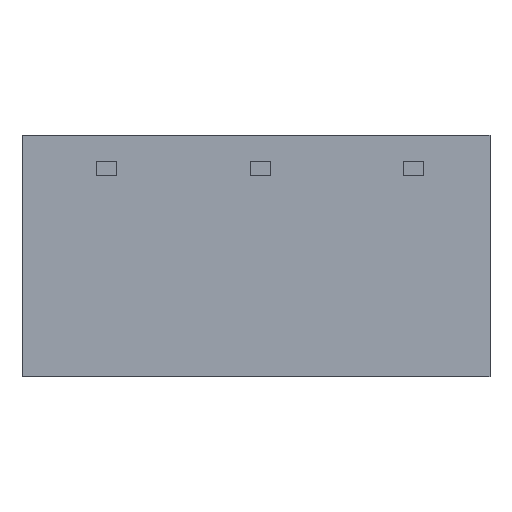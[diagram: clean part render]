
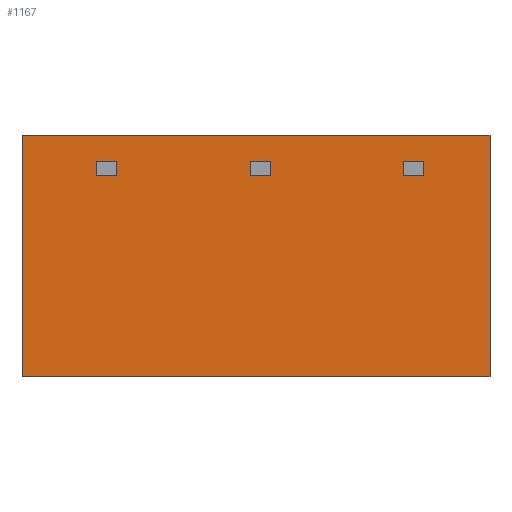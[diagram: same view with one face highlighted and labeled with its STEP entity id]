
A CAD part, front view. The second image highlights one B-rep face of the part: STEP entity #1167.
In plain terms, the highlighted planar face has unit normal (0, -1, 0).
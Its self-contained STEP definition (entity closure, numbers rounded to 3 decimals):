
#74 = CARTESIAN_POINT ( 'NONE',  ( 19.55, 0., 4. ) ) ;
#143 = VERTEX_POINT ( 'NONE', #3008 ) ;
#237 = CARTESIAN_POINT ( 'NONE',  ( -0.405, 0., -2.9 ) ) ;
#239 = CARTESIAN_POINT ( 'NONE',  ( 4.31, 0., 4. ) ) ;
#343 = VERTEX_POINT ( 'NONE', #3593 ) ;
#361 = ORIENTED_EDGE ( 'NONE', *, *, #4672, .F. ) ;
#379 = CARTESIAN_POINT ( 'NONE',  ( 11.93, 0., 4. ) ) ;
#501 = DIRECTION ( 'NONE',  ( 1., 0., 0. ) ) ;
#527 = CARTESIAN_POINT ( 'NONE',  ( 3.31, 0., 4. ) ) ;
#550 = DIRECTION ( 'NONE',  ( 0., 0., 1. ) ) ;
#628 = DIRECTION ( 'NONE',  ( 1., 0., 0. ) ) ;
#719 = VECTOR ( 'NONE', #1589, 1000. ) ;
#768 = CARTESIAN_POINT ( 'NONE',  ( 4.31, 0., 4.7 ) ) ;
#777 = ORIENTED_EDGE ( 'NONE', *, *, #1590, .F. ) ;
#867 = ORIENTED_EDGE ( 'NONE', *, *, #1115, .F. ) ;
#874 = EDGE_CURVE ( 'NONE', #3555, #3350, #4805, .T. ) ;
#947 = ORIENTED_EDGE ( 'NONE', *, *, #3270, .F. ) ;
#978 = CARTESIAN_POINT ( 'NONE',  ( 22.86, 0., 6. ) ) ;
#1009 = VERTEX_POINT ( 'NONE', #1579 ) ;
#1016 = VECTOR ( 'NONE', #501, 1000. ) ;
#1059 = ORIENTED_EDGE ( 'NONE', *, *, #3061, .F. ) ;
#1103 = VERTEX_POINT ( 'NONE', #4626 ) ;
#1108 = EDGE_CURVE ( 'NONE', #343, #1936, #3183, .T. ) ;
#1115 = EDGE_CURVE ( 'NONE', #3358, #1103, #3156, .T. ) ;
#1167 = ADVANCED_FACE ( 'NONE', ( #2447, #3960, #2789, #2858 ), #3937, .T. ) ;
#1185 = DIRECTION ( 'NONE',  ( 1., 0., 0. ) ) ;
#1187 = LINE ( 'NONE', #2680, #719 ) ;
#1195 = LINE ( 'NONE', #1935, #3362 ) ;
#1218 = LINE ( 'NONE', #2810, #4095 ) ;
#1224 = VECTOR ( 'NONE', #2627, 1000. ) ;
#1233 = ORIENTED_EDGE ( 'NONE', *, *, #3740, .F. ) ;
#1271 = VERTEX_POINT ( 'NONE', #379 ) ;
#1336 = EDGE_CURVE ( 'NONE', #4408, #3555, #1877, .T. ) ;
#1445 = LINE ( 'NONE', #4382, #3404 ) ;
#1453 = LINE ( 'NONE', #2948, #4336 ) ;
#1456 = CARTESIAN_POINT ( 'NONE',  ( 4.31, 0., 4.7 ) ) ;
#1495 = CARTESIAN_POINT ( 'NONE',  ( 10.93, 0., 4.7 ) ) ;
#1509 = EDGE_LOOP ( 'NONE', ( #777, #1059, #2899, #1562 ) ) ;
#1515 = VECTOR ( 'NONE', #4022, 1000. ) ;
#1562 = ORIENTED_EDGE ( 'NONE', *, *, #1336, .F. ) ;
#1579 = CARTESIAN_POINT ( 'NONE',  ( 18.55, 0., 4. ) ) ;
#1580 = EDGE_LOOP ( 'NONE', ( #947, #867, #361, #4033 ) ) ;
#1589 = DIRECTION ( 'NONE',  ( -1., 0., 0. ) ) ;
#1590 = EDGE_CURVE ( 'NONE', #4568, #4408, #2996, .T. ) ;
#1663 = VECTOR ( 'NONE', #2832, 1000. ) ;
#1689 = DIRECTION ( 'NONE',  ( -1., 0., 0. ) ) ;
#1788 = CARTESIAN_POINT ( 'NONE',  ( 11.93, 0., 4.7 ) ) ;
#1812 = EDGE_LOOP ( 'NONE', ( #3788, #1233, #4015, #4066 ) ) ;
#1842 = EDGE_CURVE ( 'NONE', #1271, #4088, #2532, .T. ) ;
#1857 = DIRECTION ( 'NONE',  ( 0., -1., 0. ) ) ;
#1877 = LINE ( 'NONE', #4545, #3950 ) ;
#1898 = AXIS2_PLACEMENT_3D ( 'NONE', #4750, #1857, #4010 ) ;
#1935 = CARTESIAN_POINT ( 'NONE',  ( 18.55, 0., 4. ) ) ;
#1936 = VERTEX_POINT ( 'NONE', #4160 ) ;
#1937 = ORIENTED_EDGE ( 'NONE', *, *, #1842, .F. ) ;
#2055 = CARTESIAN_POINT ( 'NONE',  ( 22.86, 0., -6. ) ) ;
#2065 = ORIENTED_EDGE ( 'NONE', *, *, #2880, .F. ) ;
#2260 = CARTESIAN_POINT ( 'NONE',  ( 19.55, 0., 4.7 ) ) ;
#2266 = DIRECTION ( 'NONE',  ( -1., 0., 0. ) ) ;
#2276 = CARTESIAN_POINT ( 'NONE',  ( 3.31, 0., 4.7 ) ) ;
#2285 = VERTEX_POINT ( 'NONE', #1495 ) ;
#2330 = CARTESIAN_POINT ( 'NONE',  ( 22.86, 0., -2.9 ) ) ;
#2346 = LINE ( 'NONE', #3839, #1016 ) ;
#2394 = VERTEX_POINT ( 'NONE', #74 ) ;
#2447 = FACE_OUTER_BOUND ( 'NONE', #1812, .T. ) ;
#2501 = EDGE_CURVE ( 'NONE', #2285, #143, #3291, .T. ) ;
#2509 = VECTOR ( 'NONE', #2792, 1000. ) ;
#2532 = LINE ( 'NONE', #3239, #1515 ) ;
#2623 = LINE ( 'NONE', #3775, #3481 ) ;
#2627 = DIRECTION ( 'NONE',  ( 0., 0., -1. ) ) ;
#2680 = CARTESIAN_POINT ( 'NONE',  ( -7.62, 0., -6. ) ) ;
#2789 = FACE_BOUND ( 'NONE', #1580, .T. ) ;
#2792 = DIRECTION ( 'NONE',  ( 0., 0., 1. ) ) ;
#2810 = CARTESIAN_POINT ( 'NONE',  ( 10.93, 0., 4.7 ) ) ;
#2832 = DIRECTION ( 'NONE',  ( -1., 0., 0. ) ) ;
#2858 = FACE_BOUND ( 'NONE', #1509, .T. ) ;
#2880 = EDGE_CURVE ( 'NONE', #143, #1271, #1453, .T. ) ;
#2899 = ORIENTED_EDGE ( 'NONE', *, *, #874, .F. ) ;
#2948 = CARTESIAN_POINT ( 'NONE',  ( 11.93, 0., 4. ) ) ;
#2958 = LINE ( 'NONE', #3422, #3557 ) ;
#2972 = CARTESIAN_POINT ( 'NONE',  ( 3.31, 0., 4. ) ) ;
#2996 = LINE ( 'NONE', #2972, #1224 ) ;
#3008 = CARTESIAN_POINT ( 'NONE',  ( 10.93, 0., 4. ) ) ;
#3061 = EDGE_CURVE ( 'NONE', #3350, #4568, #2623, .T. ) ;
#3156 = LINE ( 'NONE', #3226, #1663 ) ;
#3183 = LINE ( 'NONE', #237, #3770 ) ;
#3190 = EDGE_CURVE ( 'NONE', #1009, #2394, #1445, .T. ) ;
#3218 = ORIENTED_EDGE ( 'NONE', *, *, #4328, .F. ) ;
#3226 = CARTESIAN_POINT ( 'NONE',  ( 18.55, 0., 4.7 ) ) ;
#3239 = CARTESIAN_POINT ( 'NONE',  ( 11.93, 0., 4.7 ) ) ;
#3270 = EDGE_CURVE ( 'NONE', #1103, #1009, #1195, .T. ) ;
#3291 = LINE ( 'NONE', #4766, #4591 ) ;
#3350 = VERTEX_POINT ( 'NONE', #768 ) ;
#3358 = VERTEX_POINT ( 'NONE', #2260 ) ;
#3362 = VECTOR ( 'NONE', #4108, 1000. ) ;
#3404 = VECTOR ( 'NONE', #628, 1000. ) ;
#3411 = VERTEX_POINT ( 'NONE', #2055 ) ;
#3419 = ORIENTED_EDGE ( 'NONE', *, *, #2501, .F. ) ;
#3421 = EDGE_CURVE ( 'NONE', #3411, #3528, #3476, .T. ) ;
#3422 = CARTESIAN_POINT ( 'NONE',  ( 19.55, 0., 4.7 ) ) ;
#3476 = LINE ( 'NONE', #2330, #2509 ) ;
#3481 = VECTOR ( 'NONE', #2266, 1000. ) ;
#3528 = VERTEX_POINT ( 'NONE', #978 ) ;
#3555 = VERTEX_POINT ( 'NONE', #239 ) ;
#3557 = VECTOR ( 'NONE', #4449, 1000. ) ;
#3588 = EDGE_LOOP ( 'NONE', ( #2065, #3419, #3218, #1937 ) ) ;
#3593 = CARTESIAN_POINT ( 'NONE',  ( -0.405, 0., -6. ) ) ;
#3610 = VECTOR ( 'NONE', #4116, 1000. ) ;
#3740 = EDGE_CURVE ( 'NONE', #3411, #343, #1187, .T. ) ;
#3765 = EDGE_CURVE ( 'NONE', #1936, #3528, #2346, .T. ) ;
#3770 = VECTOR ( 'NONE', #550, 1000. ) ;
#3775 = CARTESIAN_POINT ( 'NONE',  ( 3.31, 0., 4.7 ) ) ;
#3788 = ORIENTED_EDGE ( 'NONE', *, *, #1108, .F. ) ;
#3839 = CARTESIAN_POINT ( 'NONE',  ( -7.62, 0., 6. ) ) ;
#3937 = PLANE ( 'NONE',  #1898 ) ;
#3950 = VECTOR ( 'NONE', #1185, 1000. ) ;
#3960 = FACE_BOUND ( 'NONE', #3588, .T. ) ;
#4010 = DIRECTION ( 'NONE',  ( 0., 0., -1. ) ) ;
#4015 = ORIENTED_EDGE ( 'NONE', *, *, #3421, .T. ) ;
#4022 = DIRECTION ( 'NONE',  ( 0., 0., 1. ) ) ;
#4033 = ORIENTED_EDGE ( 'NONE', *, *, #3190, .F. ) ;
#4066 = ORIENTED_EDGE ( 'NONE', *, *, #3765, .F. ) ;
#4088 = VERTEX_POINT ( 'NONE', #1788 ) ;
#4095 = VECTOR ( 'NONE', #1689, 1000. ) ;
#4108 = DIRECTION ( 'NONE',  ( 0., 0., -1. ) ) ;
#4116 = DIRECTION ( 'NONE',  ( 0., 0., 1. ) ) ;
#4160 = CARTESIAN_POINT ( 'NONE',  ( -0.405, 0., 6. ) ) ;
#4328 = EDGE_CURVE ( 'NONE', #4088, #2285, #1218, .T. ) ;
#4336 = VECTOR ( 'NONE', #4438, 1000. ) ;
#4382 = CARTESIAN_POINT ( 'NONE',  ( 19.55, 0., 4. ) ) ;
#4408 = VERTEX_POINT ( 'NONE', #527 ) ;
#4438 = DIRECTION ( 'NONE',  ( 1., 0., 0. ) ) ;
#4449 = DIRECTION ( 'NONE',  ( 0., 0., 1. ) ) ;
#4469 = DIRECTION ( 'NONE',  ( 0., 0., -1. ) ) ;
#4545 = CARTESIAN_POINT ( 'NONE',  ( 4.31, 0., 4. ) ) ;
#4568 = VERTEX_POINT ( 'NONE', #2276 ) ;
#4591 = VECTOR ( 'NONE', #4469, 1000. ) ;
#4626 = CARTESIAN_POINT ( 'NONE',  ( 18.55, 0., 4.7 ) ) ;
#4672 = EDGE_CURVE ( 'NONE', #2394, #3358, #2958, .T. ) ;
#4750 = CARTESIAN_POINT ( 'NONE',  ( -7.62, 0., -2.9 ) ) ;
#4766 = CARTESIAN_POINT ( 'NONE',  ( 10.93, 0., 4. ) ) ;
#4805 = LINE ( 'NONE', #1456, #3610 ) ;
